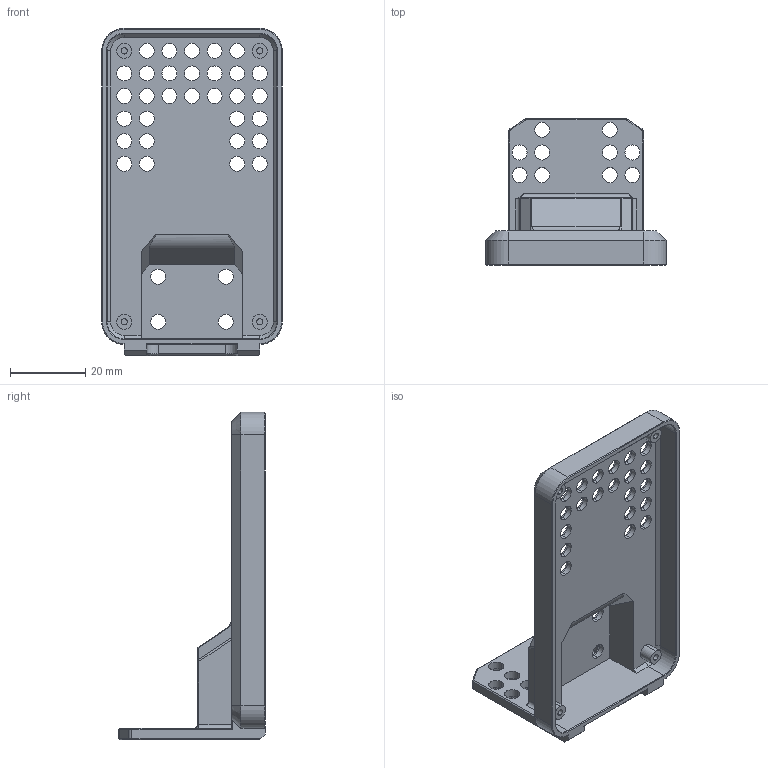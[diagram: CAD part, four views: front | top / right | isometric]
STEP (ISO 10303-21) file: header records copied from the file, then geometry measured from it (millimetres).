
FILE_DESCRIPTION (( 'STEP AP203' ), '1' );
FILE_NAME ('Darwin-mini_cvr_foot_Défaut_sldprt.STEP', '2020-09-23T18:11:26', ( '' ), ( '' ), 'SwSTEP 2.0', 'SolidWorks 2019', '' );
FILE_SCHEMA (( 'CONFIG_CONTROL_DESIGN' ));
Length unit declared in the file: millimetre
Products named in the file (1): Darwin-mini_cvr_foot_Défaut_sldprt
Bounding box: 48 x 39 x 87 mm (x, y, z)
Volume: 13163.2 mm3; surface area: 15690.7 mm2
Topology: 1 solids, 1 shells, 384 faces, 927 edges, 599 vertices
Faces by surface type: cylinder 215, plane 138, cone 29, bspline 2
Entity records: 11701 total; most frequent: DIRECTION 2114, CARTESIAN_POINT 2097, ORIENTED_EDGE 1854, EDGE_CURVE 927, AXIS2_PLACEMENT_3D 834, VERTEX_POINT 599, EDGE_LOOP 528, CIRCLE 451
